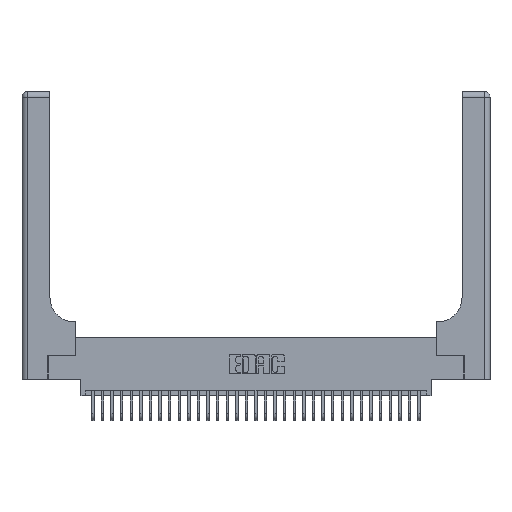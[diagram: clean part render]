
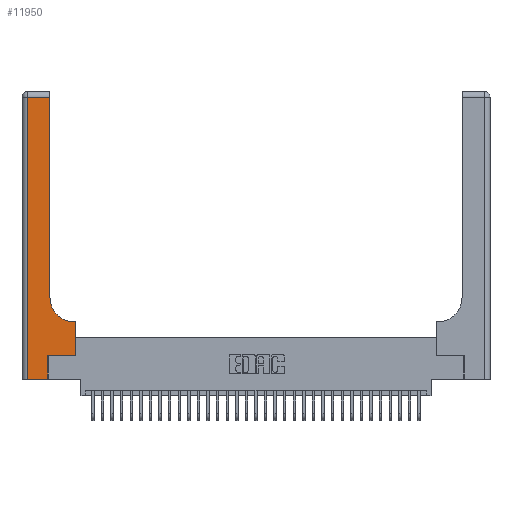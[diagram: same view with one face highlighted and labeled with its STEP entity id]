
A CAD part, top view. The second image highlights one B-rep face of the part: STEP entity #11950.
In plain terms, the highlighted planar face has unit normal (0, 0, 1).
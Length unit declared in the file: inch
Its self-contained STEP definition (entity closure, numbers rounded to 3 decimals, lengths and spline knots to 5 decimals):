
#77 = EDGE_CURVE ( 'NONE', #21132, #1992, #26661, .T. ) ;
#386 = VERTEX_POINT ( 'NONE', #14669 ) ;
#1240 = FACE_OUTER_BOUND ( 'NONE', #30225, .T. ) ;
#1992 = VERTEX_POINT ( 'NONE', #16613 ) ;
#2038 = CARTESIAN_POINT ( 'NONE',  ( 0.269, 0.25, 0.37 ) ) ;
#2261 = ORIENTED_EDGE ( 'NONE', *, *, #5659, .T. ) ;
#2863 = CARTESIAN_POINT ( 'NONE',  ( 0., 0., 0.37 ) ) ;
#3035 = ORIENTED_EDGE ( 'NONE', *, *, #77, .T. ) ;
#3199 = ORIENTED_EDGE ( 'NONE', *, *, #12571, .T. ) ;
#3742 = CARTESIAN_POINT ( 'NONE',  ( 0.269, 0., 0.37 ) ) ;
#3958 = VERTEX_POINT ( 'NONE', #8628 ) ;
#5124 = CARTESIAN_POINT ( 'NONE',  ( 0.2915, 0.6, 0.37 ) ) ;
#5659 = EDGE_CURVE ( 'NONE', #15465, #386, #31833, .T. ) ;
#6186 = DIRECTION ( 'NONE',  ( 0., 1., 0. ) ) ;
#6945 = ORIENTED_EDGE ( 'NONE', *, *, #15408, .T. ) ;
#7770 = DIRECTION ( 'NONE',  ( -1., 0., 0. ) ) ;
#7854 = VECTOR ( 'NONE', #6186, 39.37008 ) ;
#8074 = DIRECTION ( 'NONE',  ( 1., 0., 0. ) ) ;
#8077 = LINE ( 'NONE', #24962, #30738 ) ;
#8628 = CARTESIAN_POINT ( 'NONE',  ( 0.5585, 0.25, 0.37 ) ) ;
#9127 = DIRECTION ( 'NONE',  ( 1., 0., 0. ) ) ;
#9553 = ORIENTED_EDGE ( 'NONE', *, *, #33103, .T. ) ;
#9883 = LINE ( 'NONE', #17150, #10690 ) ;
#10130 = VECTOR ( 'NONE', #28042, 39.37008 ) ;
#10279 = ORIENTED_EDGE ( 'NONE', *, *, #34207, .T. ) ;
#10390 = PLANE ( 'NONE',  #18034 ) ;
#10690 = VECTOR ( 'NONE', #19857, 39.37008 ) ;
#11500 = EDGE_CURVE ( 'NONE', #1992, #28389, #9883, .T. ) ;
#11541 = LINE ( 'NONE', #23681, #29899 ) ;
#11950 = ADVANCED_FACE ( 'NONE', ( #1240 ), #10390, .F. ) ;
#12571 = EDGE_CURVE ( 'NONE', #21715, #3958, #11541, .T. ) ;
#12604 = VECTOR ( 'NONE', #29762, 39.37008 ) ;
#13116 = EDGE_CURVE ( 'NONE', #3958, #15465, #8077, .T. ) ;
#13138 = CARTESIAN_POINT ( 'NONE',  ( 0.5585, 0.6, 0.37 ) ) ;
#13213 = CARTESIAN_POINT ( 'NONE',  ( 0.269, 0., 0.37 ) ) ;
#13405 = VERTEX_POINT ( 'NONE', #13945 ) ;
#13945 = CARTESIAN_POINT ( 'NONE',  ( 0.06, 0., 0.37 ) ) ;
#13950 = DIRECTION ( 'NONE',  ( 0., 1., 0. ) ) ;
#14669 = CARTESIAN_POINT ( 'NONE',  ( 0.5415, 0.6, 0.37 ) ) ;
#15408 = EDGE_CURVE ( 'NONE', #28389, #13405, #17648, .T. ) ;
#15465 = VERTEX_POINT ( 'NONE', #13138 ) ;
#16456 = CIRCLE ( 'NONE', #26977, 0.25 ) ;
#16613 = CARTESIAN_POINT ( 'NONE',  ( 0.2915, 2.94, 0.37 ) ) ;
#17150 = CARTESIAN_POINT ( 'NONE',  ( 0., 2.94, 0.37 ) ) ;
#17495 = ORIENTED_EDGE ( 'NONE', *, *, #13116, .T. ) ;
#17648 = LINE ( 'NONE', #21058, #18888 ) ;
#17938 = ORIENTED_EDGE ( 'NONE', *, *, #11500, .T. ) ;
#18034 = AXIS2_PLACEMENT_3D ( 'NONE', #29504, #24098, #7770 ) ;
#18749 = DIRECTION ( 'NONE',  ( 0., -1., 0. ) ) ;
#18888 = VECTOR ( 'NONE', #18749, 39.37008 ) ;
#19857 = DIRECTION ( 'NONE',  ( -1., 0., 0. ) ) ;
#21058 = CARTESIAN_POINT ( 'NONE',  ( 0.06, 3., 0.37 ) ) ;
#21132 = VERTEX_POINT ( 'NONE', #25155 ) ;
#21148 = VECTOR ( 'NONE', #8074, 39.37008 ) ;
#21193 = LINE ( 'NONE', #3742, #10130 ) ;
#21715 = VERTEX_POINT ( 'NONE', #2038 ) ;
#22528 = CARTESIAN_POINT ( 'NONE',  ( 0.2915, 3., 0.37 ) ) ;
#23208 = DIRECTION ( 'NONE',  ( 1., 0., 0. ) ) ;
#23681 = CARTESIAN_POINT ( 'NONE',  ( 0.269, 0.25, 0.37 ) ) ;
#24098 = DIRECTION ( 'NONE',  ( 0., 0., -1. ) ) ;
#24448 = CARTESIAN_POINT ( 'NONE',  ( 0.06, 2.94, 0.37 ) ) ;
#24962 = CARTESIAN_POINT ( 'NONE',  ( 0.5585, 0.25, 0.37 ) ) ;
#24997 = EDGE_CURVE ( 'NONE', #13405, #29935, #28443, .T. ) ;
#25155 = CARTESIAN_POINT ( 'NONE',  ( 0.2915, 0.85, 0.37 ) ) ;
#25855 = DIRECTION ( 'NONE',  ( 0., 0., -1. ) ) ;
#26661 = LINE ( 'NONE', #22528, #7854 ) ;
#26977 = AXIS2_PLACEMENT_3D ( 'NONE', #31341, #25855, #9127 ) ;
#27813 = ORIENTED_EDGE ( 'NONE', *, *, #24997, .T. ) ;
#28042 = DIRECTION ( 'NONE',  ( 0., 1., 0. ) ) ;
#28389 = VERTEX_POINT ( 'NONE', #24448 ) ;
#28443 = LINE ( 'NONE', #2863, #21148 ) ;
#29504 = CARTESIAN_POINT ( 'NONE',  ( 0., 3., 0.37 ) ) ;
#29762 = DIRECTION ( 'NONE',  ( -1., 0., 0. ) ) ;
#29899 = VECTOR ( 'NONE', #23208, 39.37008 ) ;
#29935 = VERTEX_POINT ( 'NONE', #13213 ) ;
#30225 = EDGE_LOOP ( 'NONE', ( #3035, #17938, #6945, #27813, #10279, #3199, #17495, #2261, #9553 ) ) ;
#30738 = VECTOR ( 'NONE', #13950, 39.37008 ) ;
#31341 = CARTESIAN_POINT ( 'NONE',  ( 0.5415, 0.85, 0.37 ) ) ;
#31833 = LINE ( 'NONE', #5124, #12604 ) ;
#33103 = EDGE_CURVE ( 'NONE', #386, #21132, #16456, .T. ) ;
#34207 = EDGE_CURVE ( 'NONE', #29935, #21715, #21193, .T. ) ;
